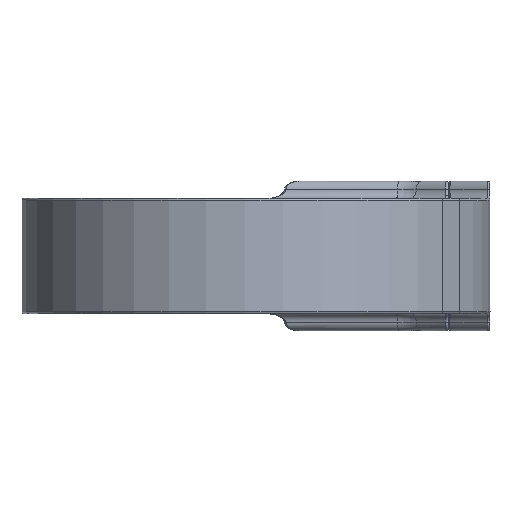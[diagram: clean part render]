
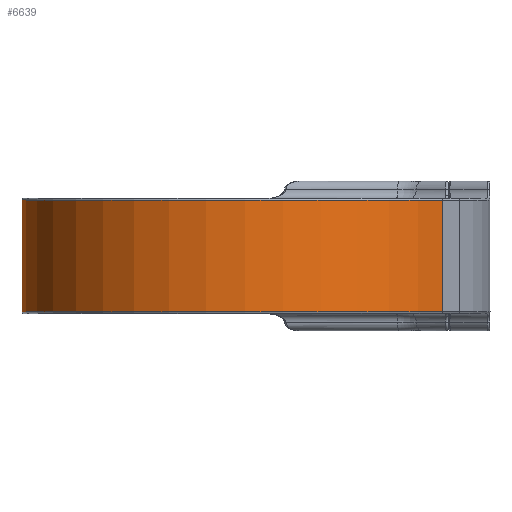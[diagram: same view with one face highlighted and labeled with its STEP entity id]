
A CAD part, left-side view. The second image highlights one B-rep face of the part: STEP entity #6639.
In plain terms, the highlighted cylindrical face has radius 25.25 mm (diameter 50.5 mm), a partial arc.
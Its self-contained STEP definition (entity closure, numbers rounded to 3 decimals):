
#1748=DIRECTION('',(0.,0.,1.));
#1749=VECTOR('',#1748,12.3);
#1750=CARTESIAN_POINT('',(-13.957,-21.042,-6.15));
#1751=LINE('',#1750,#1749);
#1752=CARTESIAN_POINT('',(0.,0.,6.15));
#1753=DIRECTION('',(0.,0.,1.));
#1754=DIRECTION('',(0.917,0.4,0.));
#1755=AXIS2_PLACEMENT_3D('',#1752,#1753,#1754);
#1757=CARTESIAN_POINT('',(0.,0.,-6.15));
#1758=DIRECTION('',(0.,0.,-1.));
#1759=DIRECTION('',(-0.553,-0.833,0.));
#1760=AXIS2_PLACEMENT_3D('',#1757,#1758,#1759);
#1762=DIRECTION('',(0.,0.,1.));
#1763=VECTOR('',#1762,12.3);
#1764=CARTESIAN_POINT('',(23.143,10.098,-6.15));
#1765=LINE('',#1764,#1763);
#3683=CARTESIAN_POINT('',(23.143,10.098,6.15));
#3684=VERTEX_POINT('',#3683);
#3687=CARTESIAN_POINT('',(-13.957,-21.042,6.15));
#3688=VERTEX_POINT('',#3687);
#3739=CARTESIAN_POINT('',(-13.957,-21.042,-6.15));
#3740=VERTEX_POINT('',#3739);
#3743=CARTESIAN_POINT('',(23.143,10.098,-6.15));
#3744=VERTEX_POINT('',#3743);
#6627=CARTESIAN_POINT('',(0.,0.,-6.35));
#6628=DIRECTION('',(0.,0.,1.));
#6629=DIRECTION('',(1.,0.,0.));
#6630=AXIS2_PLACEMENT_3D('',#6627,#6628,#6629);
#6631=CYLINDRICAL_SURFACE('',#6630,25.25);
#6632=ORIENTED_EDGE('',*,*,#6555,.T.);
#6633=ORIENTED_EDGE('',*,*,#6622,.F.);
#6634=ORIENTED_EDGE('',*,*,#4066,.T.);
#6636=ORIENTED_EDGE('',*,*,#6635,.T.);
#6637=EDGE_LOOP('',(#6632,#6633,#6634,#6636));
#6638=FACE_OUTER_BOUND('',#6637,.F.);
#6639=ADVANCED_FACE('',(#6638),#6631,.T.);
#1756=CIRCLE('',#1755,25.25);
#1761=CIRCLE('',#1760,25.25);
#4066=EDGE_CURVE('',#3740,#3744,#1761,.T.);
#6555=EDGE_CURVE('',#3684,#3688,#1756,.T.);
#6622=EDGE_CURVE('',#3740,#3688,#1751,.T.);
#6635=EDGE_CURVE('',#3744,#3684,#1765,.T.);
